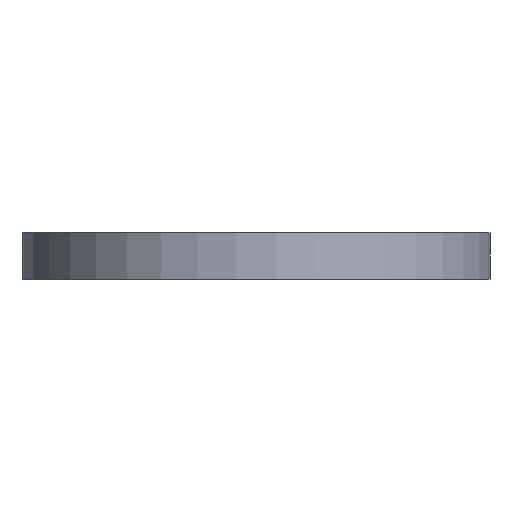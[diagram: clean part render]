
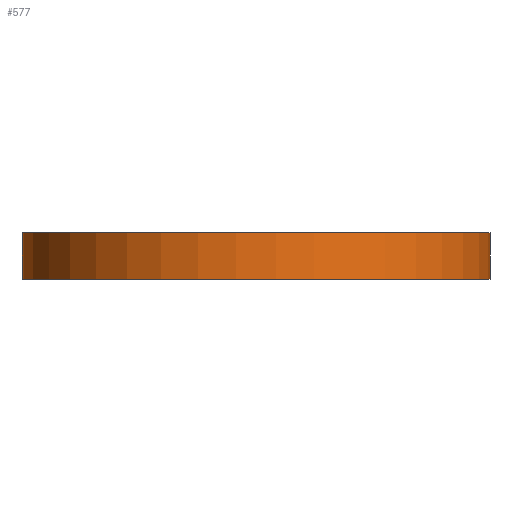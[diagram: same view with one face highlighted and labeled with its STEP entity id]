
A CAD part, left-side view. The second image highlights one B-rep face of the part: STEP entity #577.
In plain terms, the highlighted cylindrical face has radius 15 mm (diameter 30 mm), a partial arc.
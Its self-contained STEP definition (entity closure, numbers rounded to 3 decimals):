
#73=FACE_OUTER_BOUND('',#101,.T.);
#101=EDGE_LOOP('',(#485,#486,#487,#488));
#177=LINE('',#947,#239);
#178=LINE('',#953,#240);
#239=VECTOR('',#784,10.);
#240=VECTOR('',#791,10.);
#257=CIRCLE('',#643,15.);
#258=CIRCLE('',#644,15.);
#307=VERTEX_POINT('',#943);
#308=VERTEX_POINT('',#945);
#309=VERTEX_POINT('',#949);
#310=VERTEX_POINT('',#951);
#383=EDGE_CURVE('',#307,#308,#177,.T.);
#384=EDGE_CURVE('',#309,#307,#257,.T.);
#385=EDGE_CURVE('',#310,#308,#258,.T.);
#386=EDGE_CURVE('',#309,#310,#178,.T.);
#485=ORIENTED_EDGE('',*,*,#384,.T.);
#486=ORIENTED_EDGE('',*,*,#383,.T.);
#487=ORIENTED_EDGE('',*,*,#385,.F.);
#488=ORIENTED_EDGE('',*,*,#386,.F.);
#552=CYLINDRICAL_SURFACE('',#642,15.);
#577=ADVANCED_FACE('',(#73),#552,.T.);
#642=AXIS2_PLACEMENT_3D('',#948,#785,#786);
#643=AXIS2_PLACEMENT_3D('',#950,#787,#788);
#644=AXIS2_PLACEMENT_3D('',#952,#789,#790);
#784=DIRECTION('',(0.,0.,1.));
#785=DIRECTION('center_axis',(0.,0.,1.));
#786=DIRECTION('ref_axis',(-1.,0.,0.));
#787=DIRECTION('center_axis',(0.,0.,1.));
#788=DIRECTION('ref_axis',(0.02,1.,0.));
#789=DIRECTION('center_axis',(0.,0.,1.));
#790=DIRECTION('ref_axis',(0.02,1.,0.));
#791=DIRECTION('',(0.,0.,1.));
#943=CARTESIAN_POINT('',(0.3,-14.997,0.));
#945=CARTESIAN_POINT('',(0.3,-14.997,3.));
#947=CARTESIAN_POINT('',(0.3,-14.997,0.));
#948=CARTESIAN_POINT('Origin',(0.,0.,0.));
#949=CARTESIAN_POINT('',(0.3,14.997,0.));
#950=CARTESIAN_POINT('Origin',(0.,0.,0.));
#951=CARTESIAN_POINT('',(0.3,14.997,3.));
#952=CARTESIAN_POINT('Origin',(0.,0.,3.));
#953=CARTESIAN_POINT('',(0.3,14.997,0.));
